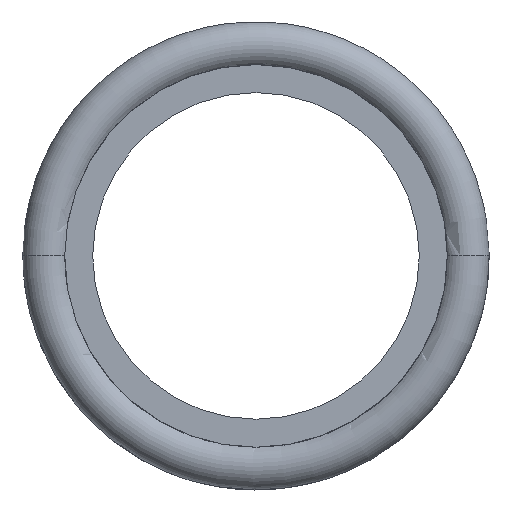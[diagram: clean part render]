
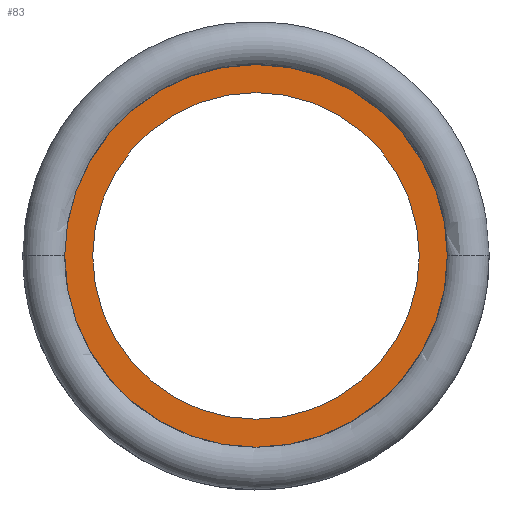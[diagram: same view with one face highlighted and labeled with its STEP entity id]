
A CAD part, left-side view. The second image highlights one B-rep face of the part: STEP entity #83.
In plain terms, the highlighted planar face has unit normal (-1, 0, 0).
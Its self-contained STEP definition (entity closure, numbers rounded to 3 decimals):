
#83 = ADVANCED_FACE( '', ( #110, #111 ), #112, .T. );
#110 = FACE_BOUND( '', #151, .T. );
#111 = FACE_OUTER_BOUND( '', #152, .T. );
#112 = PLANE( '', #153 );
#151 = EDGE_LOOP( '', ( #230 ) );
#152 = EDGE_LOOP( '', ( #231 ) );
#153 = AXIS2_PLACEMENT_3D( '', #232, #233, #234 );
#230 = ORIENTED_EDGE( '', *, *, #340, .T. );
#231 = ORIENTED_EDGE( '', *, *, #341, .F. );
#232 = CARTESIAN_POINT( '', ( 0., 4.1, 0. ) );
#233 = DIRECTION( '', ( -1., 0., 0. ) );
#234 = DIRECTION( '', ( 0., 0., 1. ) );
#340 = EDGE_CURVE( '', #401, #401, #402, .T. );
#341 = EDGE_CURVE( '', #403, #403, #404, .T. );
#401 = VERTEX_POINT( '', #909 );
#402 = CIRCLE( '', #910, 3.5 );
#403 = VERTEX_POINT( '', #911 );
#404 = CIRCLE( '', #912, 4.1 );
#909 = CARTESIAN_POINT( '', ( 0., 0., -3.5 ) );
#910 = AXIS2_PLACEMENT_3D( '', #1184, #1185, #1186 );
#911 = CARTESIAN_POINT( '', ( 0., 0., -4.1 ) );
#912 = AXIS2_PLACEMENT_3D( '', #1187, #1188, #1189 );
#1184 = CARTESIAN_POINT( '', ( 0., 0., 0. ) );
#1185 = DIRECTION( '', ( 1., 0., 0. ) );
#1186 = DIRECTION( '', ( 0., 0., -1. ) );
#1187 = CARTESIAN_POINT( '', ( 0., 0., 0. ) );
#1188 = DIRECTION( '', ( 1., 0., 0. ) );
#1189 = DIRECTION( '', ( 0., 0., -1. ) );
